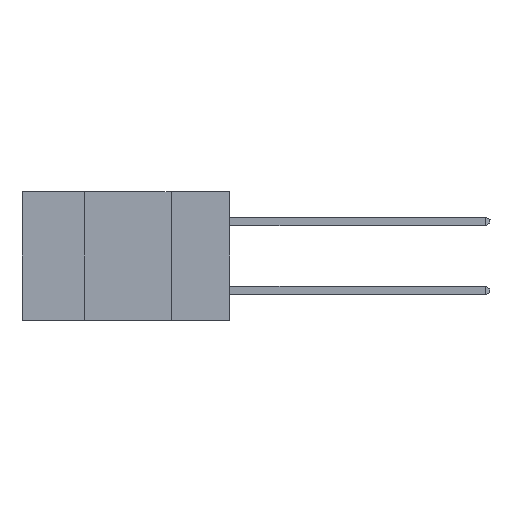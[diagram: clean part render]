
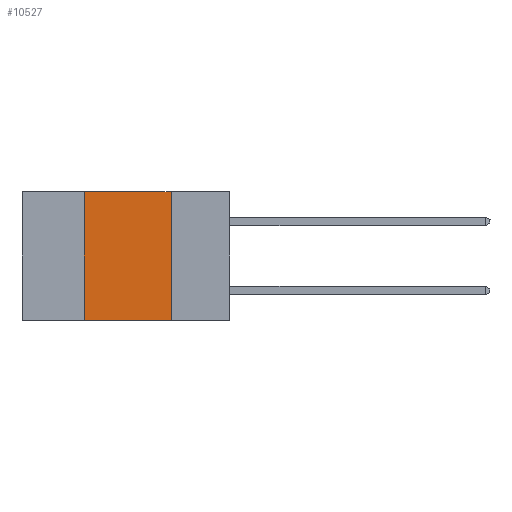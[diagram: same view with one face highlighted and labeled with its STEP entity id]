
A CAD part, left-side view. The second image highlights one B-rep face of the part: STEP entity #10527.
In plain terms, the highlighted planar face has unit normal (-1, 0, 0).
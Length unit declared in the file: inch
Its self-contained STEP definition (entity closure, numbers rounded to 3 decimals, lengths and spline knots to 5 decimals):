
#654 = CARTESIAN_POINT ( 'NONE',  ( 0., 0.42, -0.37 ) ) ;
#1134 = CARTESIAN_POINT ( 'NONE',  ( 0., 0.17, 0. ) ) ;
#1737 = EDGE_CURVE ( 'NONE', #2261, #5190, #3434, .T. ) ;
#2261 = VERTEX_POINT ( 'NONE', #12111 ) ;
#3434 = LINE ( 'NONE', #654, #8669 ) ;
#3878 = VERTEX_POINT ( 'NONE', #1134 ) ;
#4741 = DIRECTION ( 'NONE',  ( 0., -1., 0. ) ) ;
#5190 = VERTEX_POINT ( 'NONE', #11449 ) ;
#5428 = LINE ( 'NONE', #9333, #6700 ) ;
#5758 = PLANE ( 'NONE',  #6334 ) ;
#5812 = FACE_OUTER_BOUND ( 'NONE', #9804, .T. ) ;
#6334 = AXIS2_PLACEMENT_3D ( 'NONE', #8887, #11686, #9657 ) ;
#6642 = DIRECTION ( 'NONE',  ( 0., -1., 0. ) ) ;
#6700 = VECTOR ( 'NONE', #6642, 39.37008 ) ;
#6827 = EDGE_CURVE ( 'NONE', #2261, #9616, #5428, .T. ) ;
#6891 = EDGE_CURVE ( 'NONE', #3878, #9616, #9460, .T. ) ;
#7241 = ORIENTED_EDGE ( 'NONE', *, *, #6891, .F. ) ;
#8204 = ORIENTED_EDGE ( 'NONE', *, *, #1737, .F. ) ;
#8346 = VECTOR ( 'NONE', #10402, 39.37008 ) ;
#8614 = CARTESIAN_POINT ( 'NONE',  ( 0., 0.17, -0.37 ) ) ;
#8669 = VECTOR ( 'NONE', #11183, 39.37008 ) ;
#8887 = CARTESIAN_POINT ( 'NONE',  ( 0., 0.6, 0. ) ) ;
#9333 = CARTESIAN_POINT ( 'NONE',  ( 0., 0.6, -0.37 ) ) ;
#9414 = VECTOR ( 'NONE', #4741, 39.37008 ) ;
#9460 = LINE ( 'NONE', #9518, #8346 ) ;
#9518 = CARTESIAN_POINT ( 'NONE',  ( 0., 0.17, -0.37 ) ) ;
#9611 = LINE ( 'NONE', #10198, #9414 ) ;
#9616 = VERTEX_POINT ( 'NONE', #8614 ) ;
#9657 = DIRECTION ( 'NONE',  ( 0., 0., -1. ) ) ;
#9804 = EDGE_LOOP ( 'NONE', ( #7241, #10496, #8204, #11767 ) ) ;
#10198 = CARTESIAN_POINT ( 'NONE',  ( 0., 0.6, 0. ) ) ;
#10402 = DIRECTION ( 'NONE',  ( 0., 0., -1. ) ) ;
#10496 = ORIENTED_EDGE ( 'NONE', *, *, #11406, .F. ) ;
#10527 = ADVANCED_FACE ( 'NONE', ( #5812 ), #5758, .F. ) ;
#11183 = DIRECTION ( 'NONE',  ( 0., 0., 1. ) ) ;
#11406 = EDGE_CURVE ( 'NONE', #5190, #3878, #9611, .T. ) ;
#11449 = CARTESIAN_POINT ( 'NONE',  ( 0., 0.42, 0. ) ) ;
#11686 = DIRECTION ( 'NONE',  ( 1., 0., 0. ) ) ;
#11767 = ORIENTED_EDGE ( 'NONE', *, *, #6827, .T. ) ;
#12111 = CARTESIAN_POINT ( 'NONE',  ( 0., 0.42, -0.37 ) ) ;
